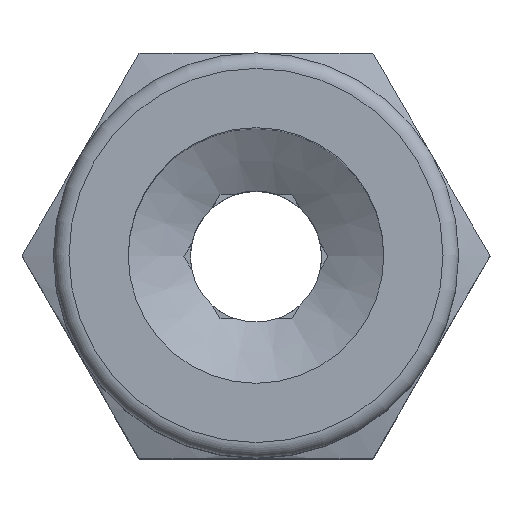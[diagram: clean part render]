
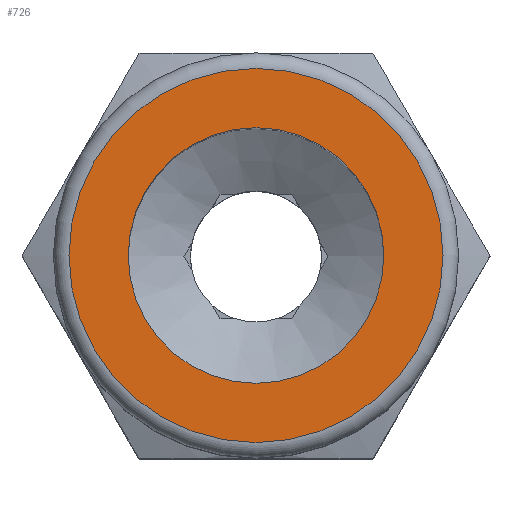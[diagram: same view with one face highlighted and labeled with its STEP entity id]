
A CAD part, top view. The second image highlights one B-rep face of the part: STEP entity #726.
In plain terms, the highlighted planar face has unit normal (0, 0, 1).
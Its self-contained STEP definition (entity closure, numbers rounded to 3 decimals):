
#128=PLANE('',#799);
#172=FACE_BOUND('',#249,.T.);
#191=FACE_OUTER_BOUND('',#248,.T.);
#248=EDGE_LOOP('',(#528));
#249=EDGE_LOOP('',(#529));
#314=CIRCLE('',#796,6.);
#316=CIRCLE('',#800,4.1);
#349=VERTEX_POINT('',#1107);
#351=VERTEX_POINT('',#1113);
#420=EDGE_CURVE('',#349,#349,#314,.T.);
#422=EDGE_CURVE('',#351,#351,#316,.T.);
#528=ORIENTED_EDGE('',*,*,#420,.F.);
#529=ORIENTED_EDGE('',*,*,#422,.T.);
#726=ADVANCED_FACE('',(#191,#172),#128,.T.);
#796=AXIS2_PLACEMENT_3D('',#1108,#903,#904);
#799=AXIS2_PLACEMENT_3D('',#1112,#909,#910);
#800=AXIS2_PLACEMENT_3D('',#1114,#911,#912);
#903=DIRECTION('center_axis',(0.,0.,-1.));
#904=DIRECTION('ref_axis',(-0.866,0.5,0.));
#909=DIRECTION('center_axis',(0.,0.,1.));
#910=DIRECTION('ref_axis',(1.,0.,0.));
#911=DIRECTION('center_axis',(0.,0.,-1.));
#912=DIRECTION('ref_axis',(1.,0.,0.));
#1107=CARTESIAN_POINT('',(5.196,-3.,27.5));
#1108=CARTESIAN_POINT('Origin',(0.,0.,27.5));
#1112=CARTESIAN_POINT('Origin',(0.,0.,27.5));
#1113=CARTESIAN_POINT('',(4.1,0.,27.5));
#1114=CARTESIAN_POINT('Origin',(0.,0.,27.5));
